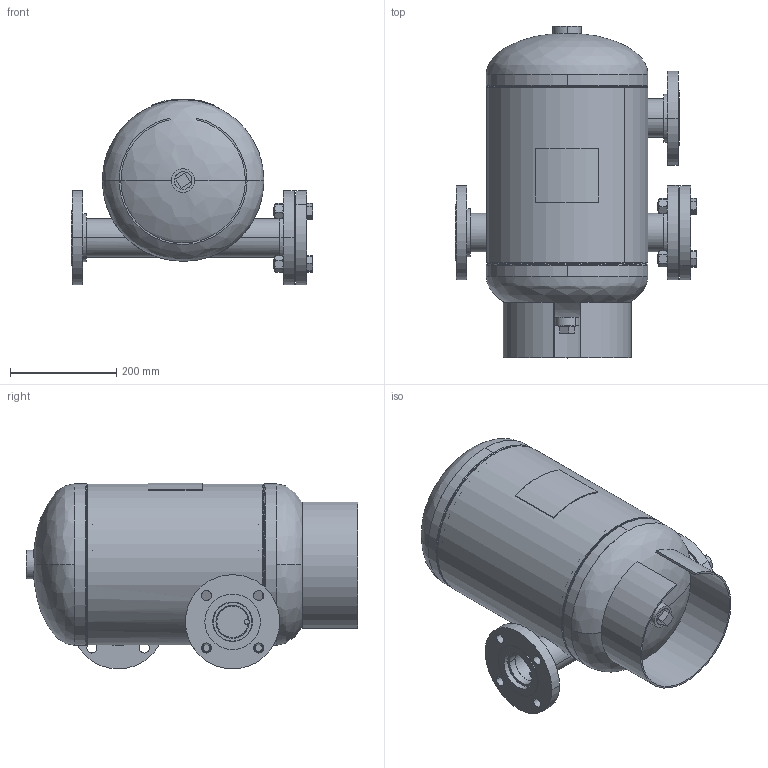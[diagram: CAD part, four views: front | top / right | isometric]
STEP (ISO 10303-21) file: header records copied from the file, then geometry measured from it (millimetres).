
FILE_DESCRIPTION (( 'STEP AP203' ), '1' );
FILE_NAME ('SPA-2.5-S.STEP', '2021-03-16T19:13:13', ( '' ), ( '' ), 'SwSTEP 2.0', 'SolidWorks 2021', '' );
FILE_SCHEMA (( 'CONFIG_CONTROL_DESIGN' ));
Length unit declared in the file: inch
Products named in the file (20): 9100240_.5; 99A2938; 9500060; PLUGS_9500150; 99P2940_7.375; 9461055; 9200040; Garlock F.F. Gaskets 150# .0625 tk_9471013; 9800813; 9400285; 9500050; 9301070_7.375; 99Q0888; 05102002; heavy hex nut_ai_HHNUT 0.6250-11-D-N; 99A2937; 9600830_12" VERT; SPA-2.5-S; heavy hex bolt_ai_HHBOLT 0.6250-11x2.5x2.5-N
Assembly tree (27 placements, depth 3):
  SPA-2.5-S
    05102002
    9200040
    9200040
    9500060
    9500050
    PLUGS_9500150
    99A2937
      9461055
      9301070_7.375
    99A2938  x2
      9461055
      99P2940_7.375
    heavy hex bolt_ai_HHBOLT 0.6250-11x2.5x2.5-N  x4
    heavy hex nut_ai_HHNUT 0.6250-11-D-N  x4
    9400285
    Garlock F.F. Gaskets 150# .0625 tk_9471013
    9100240_.5
    9800813
    99Q0888
    9600830_12" VERT
Bounding box: 455.78 x 626.1 x 350.6 mm (x, y, z)
Volume: 4128142.2 mm3; surface area: 2013680.6 mm2
Topology: 26 solids, 26 shells, 439 faces, 968 edges, 592 vertices
Faces by surface type: cylinder 153, plane 120, cone 120, torus 24, bspline 22
Full cylindrical faces by diameter (mm): 299.72 x1, 304.597 x1
Entity records: 18109 total; most frequent: CARTESIAN_POINT 10005, DIRECTION 1284, ORIENTED_EDGE 1120, EDGE_CURVE 560, AXIS2_PLACEMENT_3D 554, VERTEX_POINT 346, EDGE_LOOP 306, CIRCLE 292
